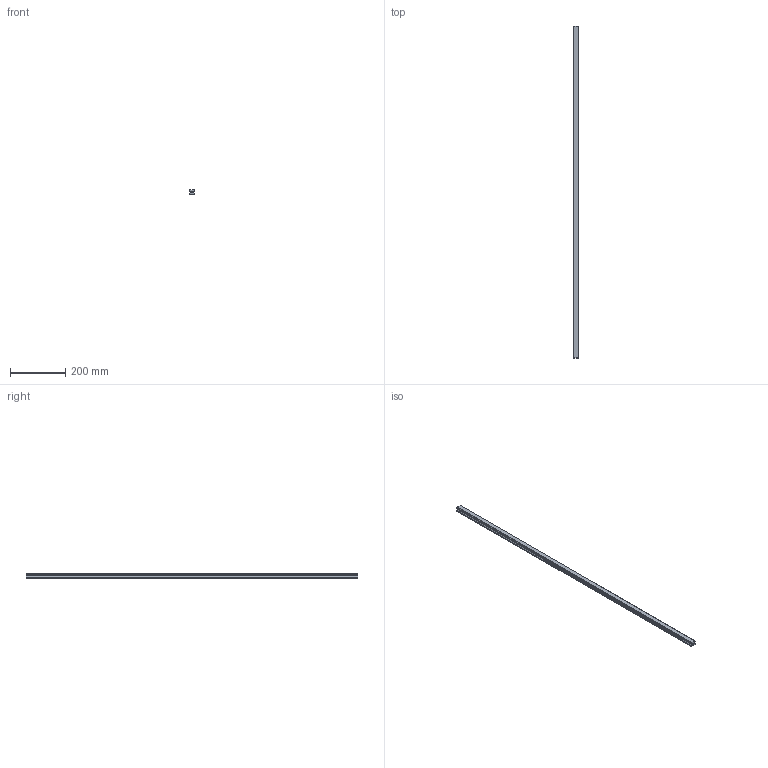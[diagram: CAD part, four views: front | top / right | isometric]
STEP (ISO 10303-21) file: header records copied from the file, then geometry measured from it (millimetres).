
FILE_DESCRIPTION(('STEP AP214'),'1');
FILE_NAME('cctmp_C83CA25D-D2C5-4BB6-94F9-96E30FF990C5_2021_01_22_13_18_40_0797..stp','2021-01-22T12:18:40',('HIWIN GmbH'),('CADClick - www.CADClick.com'),'Spatial InterOp 3D',' ','unknown authorization');
FILE_SCHEMA(('AUTOMOTIVE_DESIGN'));
Length unit declared in the file: millimetre
Products named in the file (1): HGR20T1200C_FILE
Bounding box: 20 x 1200 x 17.5 mm (x, y, z)
Volume: 354422.3 mm3; surface area: 95997.8 mm2
Topology: 1 solids, 1 shells, 187 faces, 503 edges, 302 vertices
Faces by surface type: plane 85, cylinder 62, cone 40
Entity records: 7041 total; most frequent: DIRECTION 963, CARTESIAN_POINT 953, ORIENTED_EDGE 926, EDGE_CURVE 463, LINE 339, VECTOR 339, AXIS2_PLACEMENT_3D 312, VERTEX_POINT 302
